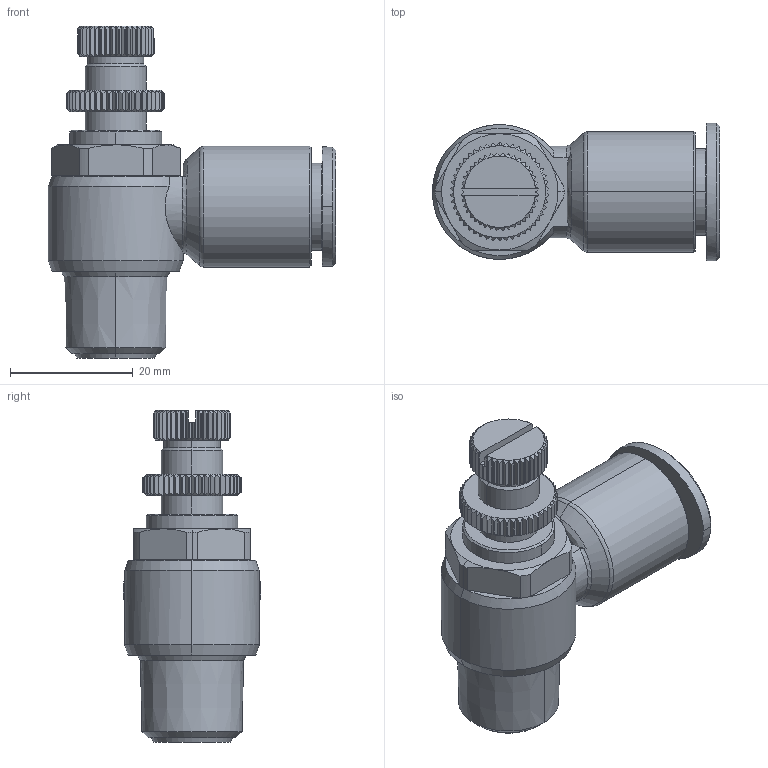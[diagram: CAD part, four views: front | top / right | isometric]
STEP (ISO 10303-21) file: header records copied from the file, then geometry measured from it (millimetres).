
FILE_DESCRIPTION((''),'2;1');
FILE_NAME('GNSE 1203(3D).stp','2012-12-17T11:37:01',(''),(''),'Mechanical Desktop.R8.0.24.0','Mechanical Desktop.R8.0.24.0',', , ');
FILE_SCHEMA(('CONFIG_CONTROL_DESIGN'));
Length unit declared in the file: millimetre
Products named in the file (2): GNSE 1203(3D); ºÎÇ°1
Assembly tree (1 placements, depth 2):
  GNSE 1203(3D)
    ºÎÇ°1
Bounding box: 46.9 x 22.5 x 54.2 mm (x, y, z)
Volume: 17350.5 mm3; surface area: 7276.6 mm2
Topology: 1 solids, 1 shells, 878 faces, 2336 edges, 1483 vertices
Faces by surface type: plane 531, cylinder 201, cone 132, bspline 12, torus 2
Entity records: 28106 total; most frequent: CARTESIAN_POINT 7393, ORIENTED_EDGE 4672, DIRECTION 3920, EDGE_CURVE 2336, VERTEX_POINT 1483, VECTOR 1406, LINE 1406, AXIS2_PLACEMENT_3D 1257
